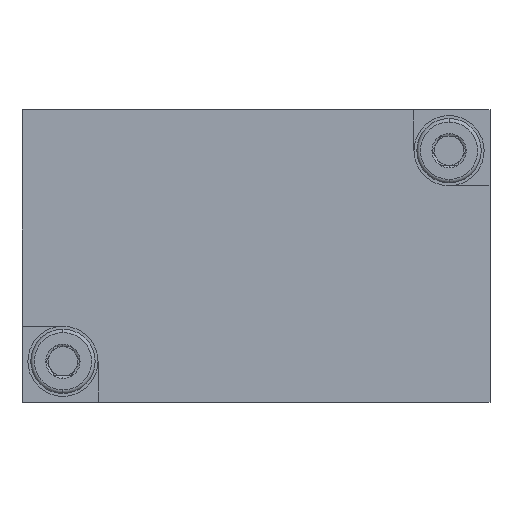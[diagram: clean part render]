
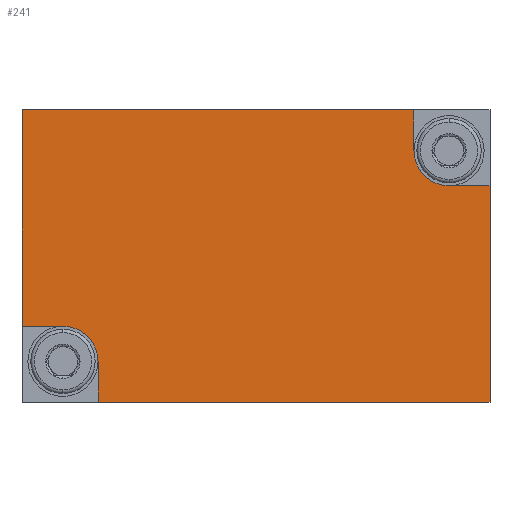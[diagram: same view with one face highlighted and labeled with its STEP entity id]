
A CAD part, front view. The second image highlights one B-rep face of the part: STEP entity #241.
In plain terms, the highlighted planar face has unit normal (0, -1, 0).
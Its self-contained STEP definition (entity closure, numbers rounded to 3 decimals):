
#64=CARTESIAN_POINT('',(40.,0.,-6.5));
#65=VERTEX_POINT('',#64);
#66=CARTESIAN_POINT('',(36.5,0.,-6.5));
#67=VERTEX_POINT('',#66);
#68=CARTESIAN_POINT('',(40.,0.,-6.5));
#69=DIRECTION('',(-1.,0.,0.));
#70=VECTOR('',#69,3.5);
#71=LINE('',#68,#70);
#72=EDGE_CURVE('',#65,#67,#71,.T.);
#144=CARTESIAN_POINT('',(33.5,0.,-3.5));
#145=VERTEX_POINT('',#144);
#146=CARTESIAN_POINT('',(33.5,0.,0.));
#147=VERTEX_POINT('',#146);
#148=CARTESIAN_POINT('',(33.5,0.,-3.5));
#149=DIRECTION('',(0.,0.,1.));
#150=VECTOR('',#149,3.5);
#151=LINE('',#148,#150);
#152=EDGE_CURVE('',#145,#147,#151,.T.);
#170=CARTESIAN_POINT('',(0.,0.,0.));
#171=DIRECTION('',(0.,1.,0.));
#172=DIRECTION('',(0.,0.,1.));
#173=AXIS2_PLACEMENT_3D('',#170,#171,#172);
#174=PLANE('',#173);
#175=CARTESIAN_POINT('',(0.,0.,-18.5));
#176=VERTEX_POINT('',#175);
#177=CARTESIAN_POINT('',(3.5,0.,-18.5));
#178=VERTEX_POINT('',#177);
#179=CARTESIAN_POINT('',(0.,0.,-18.5));
#180=DIRECTION('',(1.,0.,-0.));
#181=VECTOR('',#180,3.5);
#182=LINE('',#179,#181);
#183=EDGE_CURVE('',#176,#178,#182,.T.);
#184=ORIENTED_EDGE('',*,*,#183,.T.);
#185=CARTESIAN_POINT('',(6.5,0.,-21.5));
#186=VERTEX_POINT('',#185);
#187=CARTESIAN_POINT('',(3.5,0.,-21.5));
#188=DIRECTION('',(-0.,1.,0.));
#189=DIRECTION('',(1.,0.,0.));
#190=AXIS2_PLACEMENT_3D('',#187,#188,#189);
#191=CIRCLE('',#190,3.);
#192=EDGE_CURVE('',#178,#186,#191,.T.);
#193=ORIENTED_EDGE('',*,*,#192,.T.);
#194=CARTESIAN_POINT('',(6.5,0.,-25.));
#195=VERTEX_POINT('',#194);
#196=CARTESIAN_POINT('',(6.5,0.,-21.5));
#197=DIRECTION('',(0.,0.,-1.));
#198=VECTOR('',#197,3.5);
#199=LINE('',#196,#198);
#200=EDGE_CURVE('',#186,#195,#199,.T.);
#201=ORIENTED_EDGE('',*,*,#200,.T.);
#202=CARTESIAN_POINT('',(40.,0.,-25.));
#203=VERTEX_POINT('',#202);
#204=CARTESIAN_POINT('',(40.,0.,-25.));
#205=DIRECTION('',(-1.,0.,0.));
#206=VECTOR('',#205,33.5);
#207=LINE('',#204,#206);
#208=EDGE_CURVE('',#203,#195,#207,.T.);
#209=ORIENTED_EDGE('',*,*,#208,.F.);
#210=CARTESIAN_POINT('',(40.,0.,-6.5));
#211=DIRECTION('',(0.,0.,-1.));
#212=VECTOR('',#211,18.5);
#213=LINE('',#210,#212);
#214=EDGE_CURVE('',#65,#203,#213,.T.);
#215=ORIENTED_EDGE('',*,*,#214,.F.);
#216=ORIENTED_EDGE('',*,*,#72,.T.);
#217=CARTESIAN_POINT('',(36.5,0.,-3.5));
#218=DIRECTION('',(-0.,1.,0.));
#219=DIRECTION('',(1.,0.,0.));
#220=AXIS2_PLACEMENT_3D('',#217,#218,#219);
#221=CIRCLE('',#220,3.);
#222=EDGE_CURVE('',#67,#145,#221,.T.);
#223=ORIENTED_EDGE('',*,*,#222,.T.);
#224=ORIENTED_EDGE('',*,*,#152,.T.);
#225=CARTESIAN_POINT('',(0.,0.,0.));
#226=VERTEX_POINT('',#225);
#227=CARTESIAN_POINT('',(0.,0.,0.));
#228=DIRECTION('',(1.,0.,-0.));
#229=VECTOR('',#228,33.5);
#230=LINE('',#227,#229);
#231=EDGE_CURVE('',#226,#147,#230,.T.);
#232=ORIENTED_EDGE('',*,*,#231,.F.);
#233=CARTESIAN_POINT('',(0.,0.,-18.5));
#234=DIRECTION('',(0.,0.,1.));
#235=VECTOR('',#234,18.5);
#236=LINE('',#233,#235);
#237=EDGE_CURVE('',#176,#226,#236,.T.);
#238=ORIENTED_EDGE('',*,*,#237,.F.);
#239=EDGE_LOOP('',(#184,#193,#201,#209,#215,#216,#223,#224,#232,#238));
#240=FACE_BOUND('',#239,.T.);
#241=ADVANCED_FACE('',(#240),#174,.F.);
